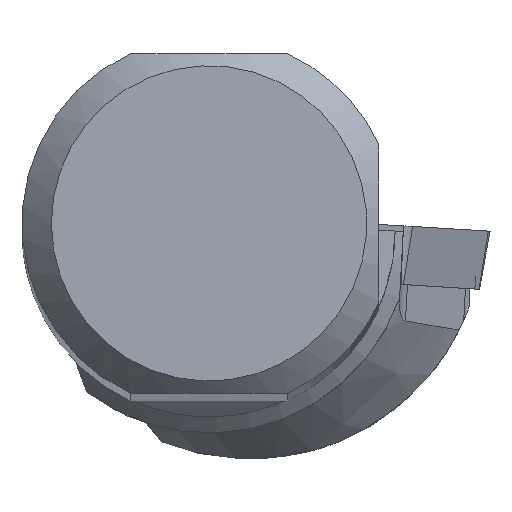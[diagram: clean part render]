
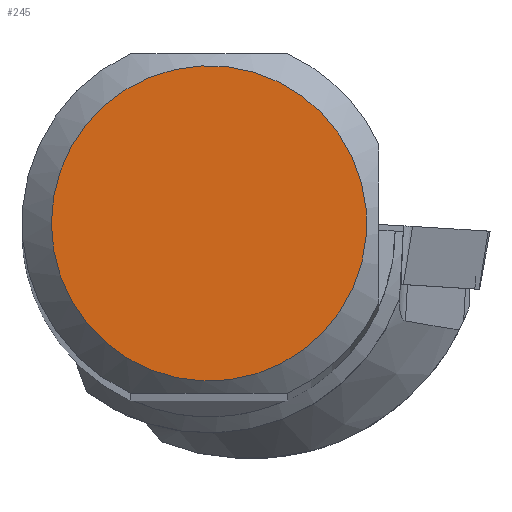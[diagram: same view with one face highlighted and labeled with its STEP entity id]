
A CAD part, top view. The second image highlights one B-rep face of the part: STEP entity #245.
In plain terms, the highlighted planar face has unit normal (0, 0, 1).
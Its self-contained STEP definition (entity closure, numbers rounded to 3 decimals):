
#181=FACE_OUTER_BOUND('',#508,.T.);
#245=ADVANCED_FACE('CU_SU_BP3',(#181),#290,.T.);
#290=PLANE('',#1418);
#508=EDGE_LOOP('',(#727));
#727=ORIENTED_EDGE('',*,*,#1135,.F.);
#992=VERTEX_POINT('',#2343);
#1135=EDGE_CURVE('',#992,#992,#1218,.T.);
#1218=CIRCLE('',#1417,10.691);
#1417=AXIS2_PLACEMENT_3D('',#2342,#1706,#1707);
#1418=AXIS2_PLACEMENT_3D('',#2344,#1708,#1709);
#1706=DIRECTION('',(0.,0.,-1.));
#1707=DIRECTION('',(-1.,0.,0.));
#1708=DIRECTION('',(0.,0.,1.));
#1709=DIRECTION('',(-1.,0.,0.));
#2342=CARTESIAN_POINT('',(0.,0.,0.));
#2343=CARTESIAN_POINT('',(-10.691,0.,0.));
#2344=CARTESIAN_POINT('',(0.,0.,0.));
